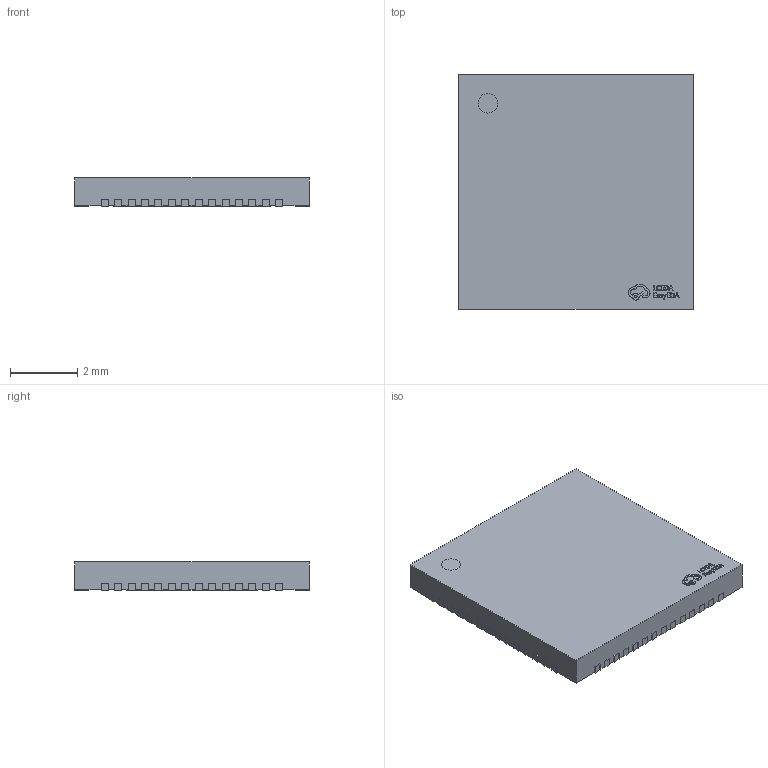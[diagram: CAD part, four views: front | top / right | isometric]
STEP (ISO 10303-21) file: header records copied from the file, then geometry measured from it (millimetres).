
FILE_DESCRIPTION (( 'STEP AP214' ), '1' );
FILE_NAME ('HVQFN-56_L7.0-W7.0-H0.9-P0.40-BL-EP.step', '2022-07-15T02:31:14', ( '' ), ( '' ), 'SwSTEP 2.0', 'SolidWorks 2020', '' );
FILE_SCHEMA (( 'AUTOMOTIVE_DESIGN' ));
Length unit declared in the file: millimetre
Products named in the file (1): HVQFN-56_L7.0-W7.0-H0.9-P0.40-BL-EP
Bounding box: 7.02 x 7.02 x 0.86 mm (x, y, z)
Volume: 41.2 mm3; surface area: 123.5 mm2
Topology: 1 solids, 1 shells, 647 faces, 1851 edges, 1234 vertices
Faces by surface type: plane 463, bspline 112, cylinder 72
Entity records: 29272 total; most frequent: CARTESIAN_POINT 5837, ORIENTED_EDGE 3702, DIRECTION 2839, EDGE_CURVE 1851, LINE 1479, VECTOR 1479, VERTEX_POINT 1234, AXIS2_PLACEMENT_3D 680
